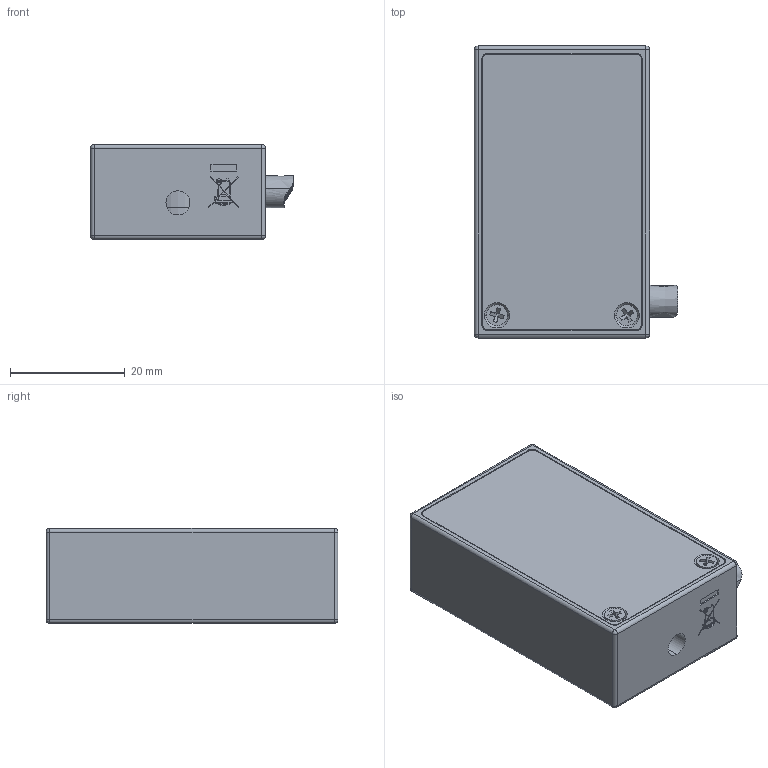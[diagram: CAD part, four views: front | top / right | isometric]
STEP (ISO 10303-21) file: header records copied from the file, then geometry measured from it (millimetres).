
FILE_DESCRIPTION (( 'STEP AP214' ), '1' );
FILE_NAME ('test1.STEP', '2008-12-17T14:54:31', ( '' ), ( '' ), 'SwSTEP 2.0', 'SolidWorks 2007', '' );
FILE_SCHEMA (( 'AUTOMOTIVE_DESIGN' ));
Length unit declared in the file: millimetre
Products named in the file (1): test1
Bounding box: 35.37 x 50.8 x 16.55 mm (x, y, z)
Surface area: 7318.7 mm2 (no closed solid volume)
Topology: 0 solids, 36 shells, 453 faces, 1297 edges, 873 vertices
Faces by surface type: plane 255, bspline 137, cylinder 47, sphere 8, cone 6
Entity records: 27875 total; most frequent: CARTESIAN_POINT 11919, ORIENTED_EDGE 2327, DIRECTION 1768, EDGE_CURVE 1289, VECTOR 882, LINE 882, VERTEX_POINT 873, EDGE_LOOP 505
